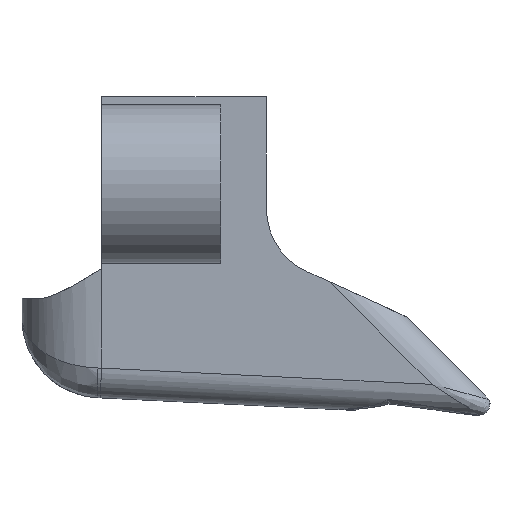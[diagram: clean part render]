
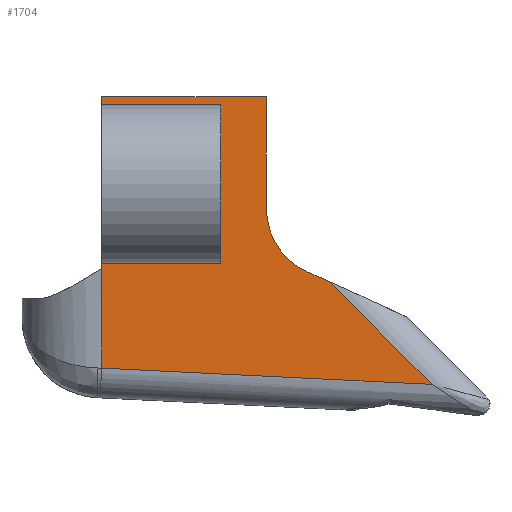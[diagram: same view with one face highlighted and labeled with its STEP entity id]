
A CAD part, left-side view. The second image highlights one B-rep face of the part: STEP entity #1704.
In plain terms, the highlighted planar face has unit normal (-1, 0, 0).
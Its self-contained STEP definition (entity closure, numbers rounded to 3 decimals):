
#121=CIRCLE('',#1826,240.97);
#122=CIRCLE('',#1827,3.5);
#202=B_SPLINE_CURVE_WITH_KNOTS('',3,(#2430,#2431,#2432,#2433,#2434,#2435,
#2436,#2437,#2438,#2439,#2440,#2441,#2442,#2443,#2444,#2445,#2446,#2447,
#2448),.UNSPECIFIED.,.F.,.F.,(4,2,2,2,2,2,2,3,4),(-0.075,-0.046,
-0.021,-0.008,0.001,0.01,
0.026,0.071,0.073),.UNSPECIFIED.);
#286=FACE_OUTER_BOUND('',#393,.T.);
#393=EDGE_LOOP('',(#1132,#1133,#1134,#1135,#1136,#1137,#1138,#1139,#1140,
#1141,#1142,#1143,#1144,#1145));
#505=LINE('',#2420,#596);
#507=LINE('',#2424,#598);
#508=LINE('',#2426,#599);
#509=LINE('',#2428,#600);
#510=LINE('',#2450,#601);
#511=LINE('',#2452,#602);
#512=LINE('',#2454,#603);
#513=LINE('',#2456,#604);
#514=LINE('',#2458,#605);
#515=LINE('',#2460,#606);
#516=LINE('',#2465,#607);
#596=VECTOR('',#1995,10.);
#598=VECTOR('',#1999,10.);
#599=VECTOR('',#2000,10.);
#600=VECTOR('',#2001,10.);
#601=VECTOR('',#2002,10.);
#602=VECTOR('',#2003,10.);
#603=VECTOR('',#2004,10.);
#604=VECTOR('',#2005,10.);
#605=VECTOR('',#2006,10.);
#606=VECTOR('',#2007,10.);
#607=VECTOR('',#2012,10.);
#687=VERTEX_POINT('',#2417);
#688=VERTEX_POINT('',#2419);
#689=VERTEX_POINT('',#2423);
#690=VERTEX_POINT('',#2425);
#691=VERTEX_POINT('',#2427);
#692=VERTEX_POINT('',#2429);
#693=VERTEX_POINT('',#2449);
#694=VERTEX_POINT('',#2451);
#695=VERTEX_POINT('',#2453);
#696=VERTEX_POINT('',#2455);
#697=VERTEX_POINT('',#2457);
#698=VERTEX_POINT('',#2459);
#699=VERTEX_POINT('',#2461);
#700=VERTEX_POINT('',#2463);
#855=EDGE_CURVE('',#688,#687,#505,.T.);
#857=EDGE_CURVE('',#689,#687,#507,.T.);
#858=EDGE_CURVE('',#689,#690,#508,.T.);
#859=EDGE_CURVE('',#690,#691,#509,.T.);
#860=EDGE_CURVE('',#691,#692,#202,.T.);
#861=EDGE_CURVE('',#692,#693,#510,.T.);
#862=EDGE_CURVE('',#693,#694,#511,.T.);
#863=EDGE_CURVE('',#694,#695,#512,.T.);
#864=EDGE_CURVE('',#696,#695,#513,.T.);
#865=EDGE_CURVE('',#696,#697,#514,.T.);
#866=EDGE_CURVE('',#698,#697,#515,.T.);
#867=EDGE_CURVE('',#698,#699,#121,.T.);
#868=EDGE_CURVE('',#700,#699,#122,.T.);
#869=EDGE_CURVE('',#688,#700,#516,.T.);
#1132=ORIENTED_EDGE('',*,*,#855,.T.);
#1133=ORIENTED_EDGE('',*,*,#857,.F.);
#1134=ORIENTED_EDGE('',*,*,#858,.T.);
#1135=ORIENTED_EDGE('',*,*,#859,.T.);
#1136=ORIENTED_EDGE('',*,*,#860,.T.);
#1137=ORIENTED_EDGE('',*,*,#861,.T.);
#1138=ORIENTED_EDGE('',*,*,#862,.T.);
#1139=ORIENTED_EDGE('',*,*,#863,.T.);
#1140=ORIENTED_EDGE('',*,*,#864,.F.);
#1141=ORIENTED_EDGE('',*,*,#865,.T.);
#1142=ORIENTED_EDGE('',*,*,#866,.F.);
#1143=ORIENTED_EDGE('',*,*,#867,.T.);
#1144=ORIENTED_EDGE('',*,*,#868,.F.);
#1145=ORIENTED_EDGE('',*,*,#869,.F.);
#1679=PLANE('',#1825);
#1704=ADVANCED_FACE('',(#286),#1679,.T.);
#1825=AXIS2_PLACEMENT_3D('',#2422,#1997,#1998);
#1826=AXIS2_PLACEMENT_3D('',#2462,#2008,#2009);
#1827=AXIS2_PLACEMENT_3D('',#2464,#2010,#2011);
#1995=DIRECTION('',(0.,1.,0.));
#1997=DIRECTION('center_axis',(-1.,0.,0.));
#1998=DIRECTION('ref_axis',(0.,0.,1.));
#1999=DIRECTION('',(0.,0.,1.));
#2000=DIRECTION('',(0.,-1.,0.));
#2001=DIRECTION('',(0.,0.,-1.));
#2002=DIRECTION('',(0.,0.,-1.));
#2003=DIRECTION('',(0.,1.,0.));
#2004=DIRECTION('',(0.,0.,-1.));
#2005=DIRECTION('',(0.,0.,1.));
#2006=DIRECTION('',(0.,-0.999,-0.049));
#2007=DIRECTION('',(0.,-0.707,-0.707));
#2008=DIRECTION('center_axis',(-1.,0.,0.));
#2009=DIRECTION('ref_axis',(0.,-0.425,0.905));
#2010=DIRECTION('center_axis',(-1.,0.,0.));
#2011=DIRECTION('ref_axis',(0.,0.838,-0.546));
#2012=DIRECTION('',(0.,0.,-1.));
#2417=CARTESIAN_POINT('',(-11.1,66.763,-41.417));
#2419=CARTESIAN_POINT('',(-11.1,58.484,-41.417));
#2420=CARTESIAN_POINT('',(-11.1,93.308,-41.417));
#2422=CARTESIAN_POINT('Origin',(-11.1,123.993,-38.676));
#2423=CARTESIAN_POINT('',(-11.1,66.763,-41.813));
#2424=CARTESIAN_POINT('',(-11.1,66.763,-46.567));
#2425=CARTESIAN_POINT('',(-11.1,60.763,-41.813));
#2426=CARTESIAN_POINT('',(-11.1,66.763,-41.813));
#2427=CARTESIAN_POINT('',(-11.1,60.763,-45.032));
#2428=CARTESIAN_POINT('',(-11.1,60.763,-46.565));
#2429=CARTESIAN_POINT('',(-11.1,60.763,-46.594));
#2430=CARTESIAN_POINT('Ctrl Pts',(-11.1,60.763,-45.032));
#2431=CARTESIAN_POINT('Ctrl Pts',(-11.1,60.763,-45.14));
#2432=CARTESIAN_POINT('Ctrl Pts',(-11.1,60.768,-45.249));
#2433=CARTESIAN_POINT('Ctrl Pts',(-11.1,60.775,-45.438));
#2434=CARTESIAN_POINT('Ctrl Pts',(-11.1,60.779,-45.522));
#2435=CARTESIAN_POINT('Ctrl Pts',(-11.1,60.782,-45.652));
#2436=CARTESIAN_POINT('Ctrl Pts',(-11.1,60.783,-45.694));
#2437=CARTESIAN_POINT('Ctrl Pts',(-11.1,60.784,-45.768));
#2438=CARTESIAN_POINT('Ctrl Pts',(-11.1,60.784,-45.8));
#2439=CARTESIAN_POINT('Ctrl Pts',(-11.1,60.784,-45.865));
#2440=CARTESIAN_POINT('Ctrl Pts',(-11.1,60.784,-45.899));
#2441=CARTESIAN_POINT('Ctrl Pts',(-11.1,60.782,-45.987));
#2442=CARTESIAN_POINT('Ctrl Pts',(-11.1,60.781,-46.04));
#2443=CARTESIAN_POINT('Ctrl Pts',(-11.1,60.773,-46.249));
#2444=CARTESIAN_POINT('Ctrl Pts',(-11.1,60.764,-46.412));
#2445=CARTESIAN_POINT('Ctrl Pts',(-11.1,60.763,-46.567));
#2446=CARTESIAN_POINT('Ctrl Pts',(-11.1,60.763,-46.576));
#2447=CARTESIAN_POINT('Ctrl Pts',(-11.1,60.763,-46.585));
#2448=CARTESIAN_POINT('Ctrl Pts',(-11.1,60.763,-46.594));
#2449=CARTESIAN_POINT('',(-11.1,60.763,-49.813));
#2450=CARTESIAN_POINT('',(-11.1,60.763,-42.62));
#2451=CARTESIAN_POINT('',(-11.1,66.763,-49.813));
#2452=CARTESIAN_POINT('',(-11.1,95.378,-49.813));
#2453=CARTESIAN_POINT('',(-11.1,66.763,-50.06));
#2454=CARTESIAN_POINT('',(-11.1,66.763,-36.65));
#2455=CARTESIAN_POINT('',(-11.1,66.763,-55.06));
#2456=CARTESIAN_POINT('',(-11.1,66.763,-43.808));
#2457=CARTESIAN_POINT('',(-11.1,50.151,-55.879));
#2458=CARTESIAN_POINT('',(-11.1,88.348,-53.996));
#2459=CARTESIAN_POINT('',(-11.1,55.316,-50.715));
#2460=CARTESIAN_POINT('',(-11.1,74.067,-31.963));
#2461=CARTESIAN_POINT('',(-11.1,56.398,-50.233));
#2462=CARTESIAN_POINT('Origin',(-11.1,153.75,-270.663));
#2463=CARTESIAN_POINT('',(-11.1,58.484,-47.032));
#2464=CARTESIAN_POINT('Origin',(-11.1,54.984,-47.032));
#2465=CARTESIAN_POINT('',(-11.1,58.484,-46.317));
